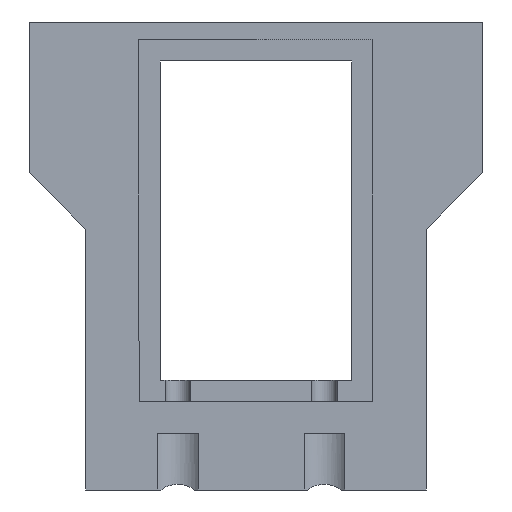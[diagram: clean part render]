
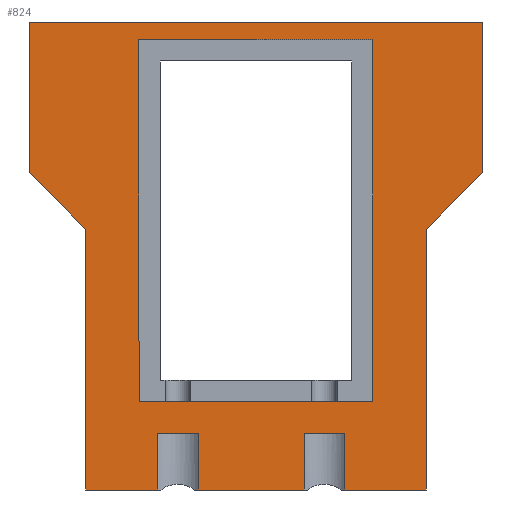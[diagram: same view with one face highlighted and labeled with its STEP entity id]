
A CAD part, front view. The second image highlights one B-rep face of the part: STEP entity #824.
In plain terms, the highlighted planar face has unit normal (0, -1, 0).
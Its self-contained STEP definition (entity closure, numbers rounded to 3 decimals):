
#26=FACE_BOUND('',#131,.T.);
#49=PLANE('',#911);
#86=FACE_OUTER_BOUND('',#130,.T.);
#130=EDGE_LOOP('',(#705,#706,#707,#708,#709,#710,#711,#712,#713,#714,#715,
#716,#717,#718,#719,#720));
#131=EDGE_LOOP('',(#721,#722,#723,#724));
#179=LINE('',#1193,#269);
#194=LINE('',#1229,#284);
#195=LINE('',#1233,#285);
#196=LINE('',#1238,#286);
#198=LINE('',#1243,#288);
#199=LINE('',#1246,#289);
#200=LINE('',#1249,#290);
#201=LINE('',#1252,#291);
#215=LINE('',#1284,#305);
#218=LINE('',#1290,#308);
#226=LINE('',#1315,#316);
#229=LINE('',#1320,#319);
#230=LINE('',#1322,#320);
#234=LINE('',#1336,#324);
#238=LINE('',#1350,#328);
#239=LINE('',#1351,#329);
#240=LINE('',#1354,#330);
#241=LINE('',#1356,#331);
#242=LINE('',#1358,#332);
#243=LINE('',#1359,#333);
#269=VECTOR('',#954,10.);
#284=VECTOR('',#983,10.);
#285=VECTOR('',#986,10.);
#286=VECTOR('',#993,10.);
#288=VECTOR('',#997,10.);
#289=VECTOR('',#1002,10.);
#290=VECTOR('',#1005,10.);
#291=VECTOR('',#1008,10.);
#305=VECTOR('',#1036,10.);
#308=VECTOR('',#1041,10.);
#316=VECTOR('',#1071,10.);
#319=VECTOR('',#1076,10.);
#320=VECTOR('',#1079,10.);
#324=VECTOR('',#1093,10.);
#328=VECTOR('',#1107,10.);
#329=VECTOR('',#1108,10.);
#330=VECTOR('',#1109,10.);
#331=VECTOR('',#1110,10.);
#332=VECTOR('',#1111,10.);
#333=VECTOR('',#1112,10.);
#365=VERTEX_POINT('',#1190);
#366=VERTEX_POINT('',#1192);
#379=VERTEX_POINT('',#1226);
#380=VERTEX_POINT('',#1228);
#381=VERTEX_POINT('',#1230);
#382=VERTEX_POINT('',#1232);
#383=VERTEX_POINT('',#1236);
#384=VERTEX_POINT('',#1240);
#385=VERTEX_POINT('',#1242);
#386=VERTEX_POINT('',#1248);
#387=VERTEX_POINT('',#1250);
#398=VERTEX_POINT('',#1283);
#399=VERTEX_POINT('',#1287);
#400=VERTEX_POINT('',#1289);
#406=VERTEX_POINT('',#1314);
#407=VERTEX_POINT('',#1318);
#418=VERTEX_POINT('',#1352);
#419=VERTEX_POINT('',#1353);
#420=VERTEX_POINT('',#1355);
#421=VERTEX_POINT('',#1357);
#444=EDGE_CURVE('',#366,#365,#179,.T.);
#464=EDGE_CURVE('',#380,#379,#194,.T.);
#466=EDGE_CURVE('',#382,#381,#195,.T.);
#469=EDGE_CURVE('',#379,#383,#196,.T.);
#471=EDGE_CURVE('',#385,#384,#198,.T.);
#473=EDGE_CURVE('',#365,#382,#199,.T.);
#474=EDGE_CURVE('',#386,#385,#200,.T.);
#476=EDGE_CURVE('',#383,#387,#201,.T.);
#492=EDGE_CURVE('',#366,#398,#215,.T.);
#495=EDGE_CURVE('',#399,#400,#218,.T.);
#507=EDGE_CURVE('',#398,#406,#226,.T.);
#510=EDGE_CURVE('',#407,#399,#229,.T.);
#511=EDGE_CURVE('',#381,#380,#230,.T.);
#518=EDGE_CURVE('',#387,#386,#234,.T.);
#525=EDGE_CURVE('',#384,#400,#238,.T.);
#526=EDGE_CURVE('',#406,#407,#239,.T.);
#527=EDGE_CURVE('',#418,#419,#240,.T.);
#528=EDGE_CURVE('',#419,#420,#241,.T.);
#529=EDGE_CURVE('',#420,#421,#242,.T.);
#530=EDGE_CURVE('',#421,#418,#243,.T.);
#705=ORIENTED_EDGE('',*,*,#466,.T.);
#706=ORIENTED_EDGE('',*,*,#511,.T.);
#707=ORIENTED_EDGE('',*,*,#464,.T.);
#708=ORIENTED_EDGE('',*,*,#469,.T.);
#709=ORIENTED_EDGE('',*,*,#476,.T.);
#710=ORIENTED_EDGE('',*,*,#518,.T.);
#711=ORIENTED_EDGE('',*,*,#474,.T.);
#712=ORIENTED_EDGE('',*,*,#471,.T.);
#713=ORIENTED_EDGE('',*,*,#525,.T.);
#714=ORIENTED_EDGE('',*,*,#495,.F.);
#715=ORIENTED_EDGE('',*,*,#510,.F.);
#716=ORIENTED_EDGE('',*,*,#526,.F.);
#717=ORIENTED_EDGE('',*,*,#507,.F.);
#718=ORIENTED_EDGE('',*,*,#492,.F.);
#719=ORIENTED_EDGE('',*,*,#444,.T.);
#720=ORIENTED_EDGE('',*,*,#473,.T.);
#721=ORIENTED_EDGE('',*,*,#527,.T.);
#722=ORIENTED_EDGE('',*,*,#528,.T.);
#723=ORIENTED_EDGE('',*,*,#529,.T.);
#724=ORIENTED_EDGE('',*,*,#530,.T.);
#824=ADVANCED_FACE('',(#86,#26),#49,.F.);
#911=AXIS2_PLACEMENT_3D('',#1349,#1105,#1106);
#954=DIRECTION('',(0.,0.,-1.));
#983=DIRECTION('',(0.,0.,-1.));
#986=DIRECTION('',(0.,0.,1.));
#993=DIRECTION('',(1.,0.,0.));
#997=DIRECTION('',(1.,0.,0.));
#1002=DIRECTION('',(1.,0.,0.));
#1005=DIRECTION('',(0.,0.,-1.));
#1008=DIRECTION('',(0.,0.,1.));
#1036=DIRECTION('',(-0.707,0.,0.707));
#1041=DIRECTION('',(-0.707,0.,-0.707));
#1071=DIRECTION('',(0.,0.,1.));
#1076=DIRECTION('',(0.,0.,-1.));
#1079=DIRECTION('',(1.,0.,0.));
#1093=DIRECTION('',(1.,0.,0.));
#1105=DIRECTION('center_axis',(0.,1.,0.));
#1106=DIRECTION('ref_axis',(0.,0.,1.));
#1107=DIRECTION('',(0.,0.,1.));
#1108=DIRECTION('',(1.,0.,0.));
#1109=DIRECTION('',(1.,0.,0.));
#1110=DIRECTION('',(0.,0.,-1.));
#1111=DIRECTION('',(-1.,0.,0.));
#1112=DIRECTION('',(0.,0.,1.));
#1190=CARTESIAN_POINT('',(-3.,0.,-5.));
#1192=CARTESIAN_POINT('',(-3.,0.,13.39));
#1193=CARTESIAN_POINT('',(-3.,0.,28.));
#1226=CARTESIAN_POINT('',(4.918,0.,-5.));
#1228=CARTESIAN_POINT('',(4.918,0.,-1.));
#1229=CARTESIAN_POINT('',(4.918,0.,-3.));
#1230=CARTESIAN_POINT('',(2.061,0.,-1.));
#1232=CARTESIAN_POINT('',(2.061,0.,-5.));
#1233=CARTESIAN_POINT('',(2.061,0.,-3.));
#1236=CARTESIAN_POINT('',(12.395,0.,-5.));
#1238=CARTESIAN_POINT('',(-3.,0.,-5.));
#1240=CARTESIAN_POINT('',(21.,0.,-5.));
#1242=CARTESIAN_POINT('',(15.252,0.,-5.));
#1243=CARTESIAN_POINT('',(-3.,0.,-5.));
#1246=CARTESIAN_POINT('',(-3.,0.,-5.));
#1248=CARTESIAN_POINT('',(15.252,0.,-1.));
#1249=CARTESIAN_POINT('',(15.252,0.,-3.));
#1250=CARTESIAN_POINT('',(12.395,0.,-1.));
#1252=CARTESIAN_POINT('',(12.395,0.,-3.));
#1283=CARTESIAN_POINT('',(-7.,0.,17.39));
#1284=CARTESIAN_POINT('',(-1.152,0.,11.543));
#1287=CARTESIAN_POINT('',(25.,0.,17.39));
#1289=CARTESIAN_POINT('',(21.,0.,13.39));
#1290=CARTESIAN_POINT('',(19.152,0.,11.543));
#1314=CARTESIAN_POINT('',(-7.,0.,28.));
#1315=CARTESIAN_POINT('',(-7.,0.,17.39));
#1318=CARTESIAN_POINT('',(25.,0.,28.));
#1320=CARTESIAN_POINT('',(25.,0.,28.));
#1322=CARTESIAN_POINT('',(6.245,0.,-1.));
#1336=CARTESIAN_POINT('',(11.412,0.,-1.));
#1349=CARTESIAN_POINT('Origin',(9.,0.,14.));
#1350=CARTESIAN_POINT('',(21.,0.,-5.));
#1351=CARTESIAN_POINT('',(0.,0.,28.));
#1352=CARTESIAN_POINT('',(0.75,0.,26.75));
#1353=CARTESIAN_POINT('',(17.25,0.,26.75));
#1354=CARTESIAN_POINT('',(4.875,0.,26.75));
#1355=CARTESIAN_POINT('',(17.25,0.,1.25));
#1356=CARTESIAN_POINT('',(17.25,0.,20.375));
#1357=CARTESIAN_POINT('',(0.75,0.,1.25));
#1358=CARTESIAN_POINT('',(13.125,0.,1.25));
#1359=CARTESIAN_POINT('',(0.75,0.,7.625));
